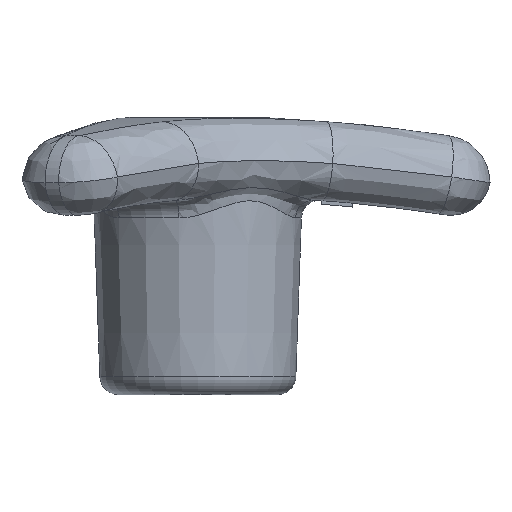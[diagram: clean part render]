
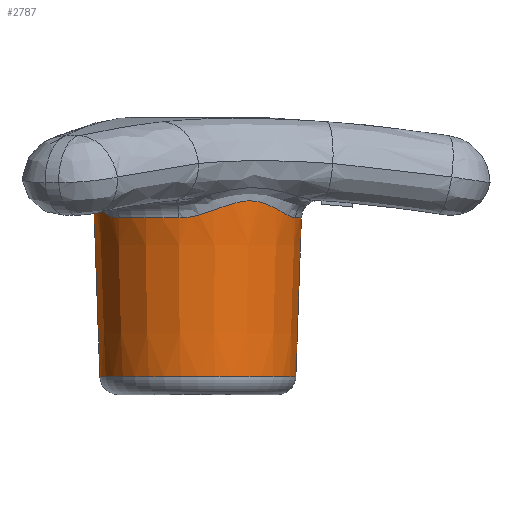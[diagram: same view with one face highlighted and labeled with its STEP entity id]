
A CAD part, front view. The second image highlights one B-rep face of the part: STEP entity #2787.
In plain terms, the highlighted conical face has half-angle 2 degrees and reference radius 10.5 mm.
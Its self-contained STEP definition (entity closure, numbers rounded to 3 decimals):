
#22=CONICAL_SURFACE('',#2991,10.5,0.035);
#224=B_SPLINE_CURVE_WITH_KNOTS('',3,(#6630,#6631,#6632,#6633,#6634,#6635,
#6636,#6637,#6638,#6639,#6640),.UNSPECIFIED.,.F.,.F.,(4,1,1,1,1,1,1,1,4),
(0.,0.002,0.004,0.006,0.008,
0.01,0.012,0.014,0.017),
 .UNSPECIFIED.);
#229=B_SPLINE_CURVE_WITH_KNOTS('',3,(#6814,#6815,#6816,#6817,#6818,#6819,
#6820,#6821,#6822,#6823,#6824),.UNSPECIFIED.,.F.,.F.,(4,1,1,1,1,1,1,1,4),
(0.,0.002,0.004,0.006,0.008,
0.01,0.012,0.014,0.017),
 .UNSPECIFIED.);
#231=B_SPLINE_CURVE_WITH_KNOTS('',3,(#6878,#6879,#6880,#6881,#6882,#6883,
#6884,#6885,#6886,#6887,#6888),.UNSPECIFIED.,.F.,.F.,(4,1,1,1,1,1,1,1,4),
(0.,0.002,0.004,0.006,0.008,
0.01,0.012,0.014,0.016),
 .UNSPECIFIED.);
#575=ORIENTED_EDGE('',*,*,#1035,.T.);
#576=ORIENTED_EDGE('',*,*,#1034,.T.);
#577=ORIENTED_EDGE('',*,*,#963,.T.);
#578=ORIENTED_EDGE('',*,*,#1033,.T.);
#579=ORIENTED_EDGE('',*,*,#1031,.T.);
#580=ORIENTED_EDGE('',*,*,#1036,.T.);
#581=ORIENTED_EDGE('',*,*,#1028,.T.);
#963=EDGE_CURVE('',#1217,#1218,#224,.T.);
#1028=EDGE_CURVE('',#1271,#1272,#229,.T.);
#1031=EDGE_CURVE('',#1274,#1273,#231,.T.);
#1033=EDGE_CURVE('',#1218,#1274,#1441,.T.);
#1034=EDGE_CURVE('',#1272,#1217,#1442,.T.);
#1035=EDGE_CURVE('',#1275,#1275,#1443,.F.);
#1036=EDGE_CURVE('',#1273,#1271,#1444,.T.);
#1217=VERTEX_POINT('',#6623);
#1218=VERTEX_POINT('',#6629);
#1271=VERTEX_POINT('',#6807);
#1272=VERTEX_POINT('',#6813);
#1273=VERTEX_POINT('',#6877);
#1274=VERTEX_POINT('',#6889);
#1275=VERTEX_POINT('',#6901);
#1441=CIRCLE('',#2988,11.165);
#1442=CIRCLE('',#2990,11.165);
#1443=CIRCLE('',#2992,10.567);
#1444=CIRCLE('',#2993,11.165);
#1571=EDGE_LOOP('',(#575));
#1572=EDGE_LOOP('',(#576,#577,#578,#579,#580,#581));
#1718=FACE_BOUND('',#1571,.T.);
#1719=FACE_BOUND('',#1572,.T.);
#2787=ADVANCED_FACE('',(#1718,#1719),#22,.T.);
#2988=AXIS2_PLACEMENT_3D('',#6896,#3386,#3387);
#2990=AXIS2_PLACEMENT_3D('',#6898,#3390,#3391);
#2991=AXIS2_PLACEMENT_3D('',#6899,#3392,#3393);
#2992=AXIS2_PLACEMENT_3D('',#6900,#3394,#3395);
#2993=AXIS2_PLACEMENT_3D('',#6902,#3396,#3397);
#3386=DIRECTION('',(0.,0.,-1.));
#3387=DIRECTION('',(-1.,0.,0.));
#3390=DIRECTION('',(0.,0.,-1.));
#3391=DIRECTION('',(-1.,0.,0.));
#3392=DIRECTION('',(0.,0.,1.));
#3393=DIRECTION('',(1.,0.,0.));
#3394=DIRECTION('',(0.,0.,-1.));
#3395=DIRECTION('',(-1.,0.,0.));
#3396=DIRECTION('',(0.,0.,-1.));
#3397=DIRECTION('',(-1.,0.,0.));
#6623=CARTESIAN_POINT('',(10.529,-3.717,19.05));
#6629=CARTESIAN_POINT('',(-2.046,-10.976,19.05));
#6630=CARTESIAN_POINT('',(10.529,-3.717,19.05));
#6631=CARTESIAN_POINT('',(10.299,-4.368,19.05));
#6632=CARTESIAN_POINT('',(9.731,-5.61,19.283));
#6633=CARTESIAN_POINT('',(8.642,-7.204,19.954));
#6634=CARTESIAN_POINT('',(7.308,-8.592,20.661));
#6635=CARTESIAN_POINT('',(5.643,-9.789,21.019));
#6636=CARTESIAN_POINT('',(3.757,-10.635,20.652));
#6637=CARTESIAN_POINT('',(1.912,-11.087,19.951));
#6638=CARTESIAN_POINT('',(-0.037,-11.231,19.276));
#6639=CARTESIAN_POINT('',(-1.366,-11.103,19.05));
#6640=CARTESIAN_POINT('',(-2.046,-10.976,19.05));
#6807=CARTESIAN_POINT('',(-2.046,10.976,19.05));
#6813=CARTESIAN_POINT('',(10.529,3.716,19.05));
#6814=CARTESIAN_POINT('',(-2.046,10.976,19.05));
#6815=CARTESIAN_POINT('',(-1.367,11.103,19.05));
#6816=CARTESIAN_POINT('',(-0.007,11.232,19.283));
#6817=CARTESIAN_POINT('',(1.918,11.086,19.954));
#6818=CARTESIAN_POINT('',(3.786,10.625,20.661));
#6819=CARTESIAN_POINT('',(5.656,9.782,21.019));
#6820=CARTESIAN_POINT('',(7.331,8.571,20.652));
#6821=CARTESIAN_POINT('',(8.645,7.199,19.951));
#6822=CARTESIAN_POINT('',(9.745,5.584,19.276));
#6823=CARTESIAN_POINT('',(10.299,4.368,19.05));
#6824=CARTESIAN_POINT('',(10.529,3.716,19.05));
#6877=CARTESIAN_POINT('',(-8.483,7.26,19.05));
#6878=CARTESIAN_POINT('',(-8.483,-7.26,19.05));
#6879=CARTESIAN_POINT('',(-8.931,-6.736,19.05));
#6880=CARTESIAN_POINT('',(-9.709,-5.645,19.277));
#6881=CARTESIAN_POINT('',(-10.556,-3.891,19.95));
#6882=CARTESIAN_POINT('',(-11.089,-2.061,20.652));
#6883=CARTESIAN_POINT('',(-11.298,-0.023,21.018));
#6884=CARTESIAN_POINT('',(-11.098,2.021,20.665));
#6885=CARTESIAN_POINT('',(-10.56,3.881,19.955));
#6886=CARTESIAN_POINT('',(-9.73,5.612,19.286));
#6887=CARTESIAN_POINT('',(-8.933,6.734,19.05));
#6888=CARTESIAN_POINT('',(-8.483,7.26,19.05));
#6889=CARTESIAN_POINT('',(-8.483,-7.26,19.05));
#6896=CARTESIAN_POINT('',(0.,0.,19.05));
#6898=CARTESIAN_POINT('',(0.,0.,19.05));
#6899=CARTESIAN_POINT('',(0.,0.,0.));
#6900=CARTESIAN_POINT('',(0.,0.,1.93));
#6901=CARTESIAN_POINT('',(-10.567,0.,1.93));
#6902=CARTESIAN_POINT('',(0.,0.,19.05));
